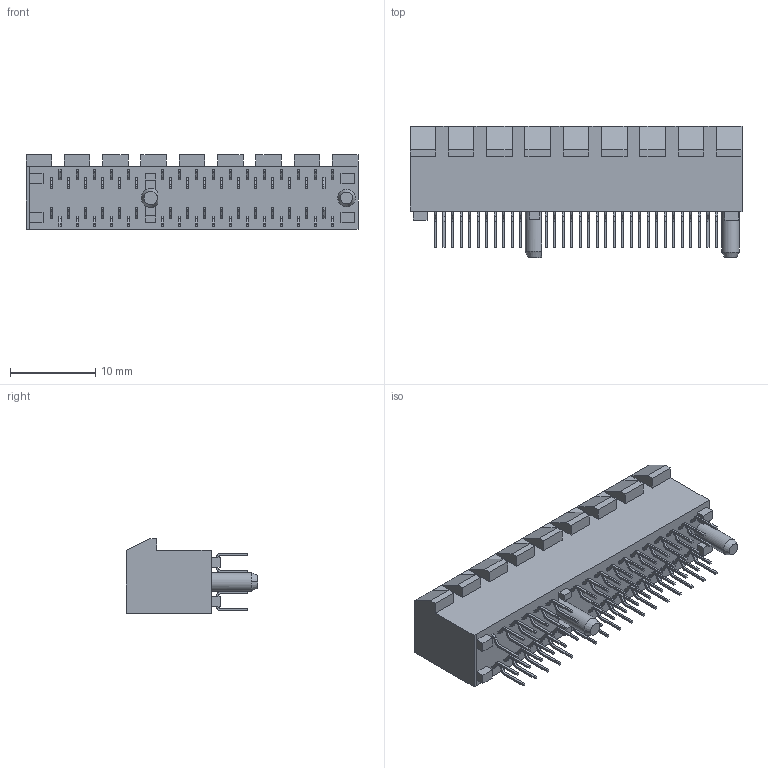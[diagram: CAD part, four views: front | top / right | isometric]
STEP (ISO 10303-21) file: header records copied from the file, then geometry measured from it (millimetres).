
FILE_DESCRIPTION((''),'2;1');
FILE_NAME('10018783-X0XXX_64P_PROE','2011-11-19T',('KAyyappa'),('FCI - ELX Division'),'PRO/ENGINEER BY PARAMETRIC TECHNOLOGY CORPORATION, 2009400','PRO/ENGINEER BY PARAMETRIC TECHNOLOGY CORPORATION, 2009400','');
FILE_SCHEMA(('CONFIG_CONTROL_DESIGN'));
Length unit declared in the file: millimetre
Products named in the file (1): 10018783-X0XXX_64P_PROE
Bounding box: 39 x 15.4 x 8.8 mm (x, y, z)
Volume: 2563.4 mm3; surface area: 2752.4 mm2
Topology: 1 solids, 1 shells, 1073 faces, 3232 edges, 2231 vertices
Faces by surface type: plane 682, cylinder 387, cone 4
Entity records: 37170 total; most frequent: CARTESIAN_POINT 6558, ORIENTED_EDGE 6464, DIRECTION 6416, EDGE_CURVE 3232, VERTEX_POINT 2231, VECTOR 2190, LINE 2190, AXIS2_PLACEMENT_3D 2113
